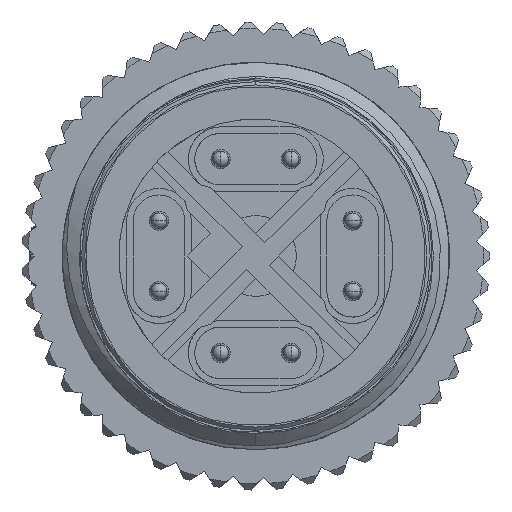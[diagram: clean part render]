
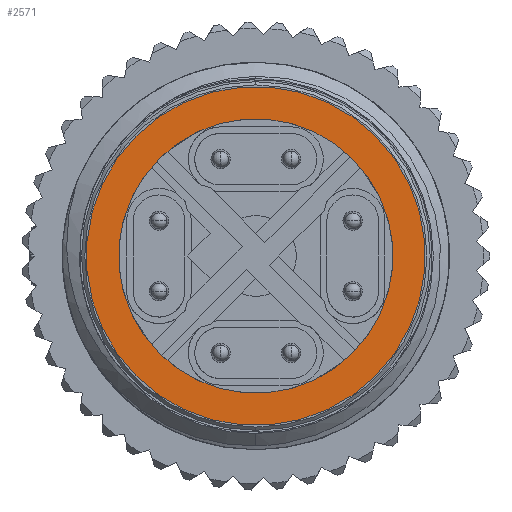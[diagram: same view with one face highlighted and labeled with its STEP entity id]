
A CAD part, left-side view. The second image highlights one B-rep face of the part: STEP entity #2571.
In plain terms, the highlighted planar face has unit normal (-1, 0, 0).
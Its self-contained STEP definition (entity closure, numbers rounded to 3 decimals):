
#787 = CIRCLE ( 'NONE', #21483, 4.249 ) ;
#1019 = EDGE_LOOP ( 'NONE', ( #14888, #1839 ) ) ;
#1518 = CARTESIAN_POINT ( 'NONE',  ( -2.6, 0., 0. ) ) ;
#1839 = ORIENTED_EDGE ( 'NONE', *, *, #22006, .F. ) ;
#2571 = ADVANCED_FACE ( 'NONE', ( #20741, #15144 ), #13341, .F. ) ;
#2970 = EDGE_CURVE ( 'NONE', #7740, #9858, #3070, .T. ) ;
#3063 = DIRECTION ( 'NONE',  ( 1., 0., 0. ) ) ;
#3070 = CIRCLE ( 'NONE', #22961, 5.25 ) ;
#3287 = DIRECTION ( 'NONE',  ( 0., 0., 1. ) ) ;
#3401 = EDGE_LOOP ( 'NONE', ( #12150, #7164 ) ) ;
#3746 = DIRECTION ( 'NONE',  ( 0., 0., 1. ) ) ;
#5066 = DIRECTION ( 'NONE',  ( -1., 0., 0. ) ) ;
#5968 = DIRECTION ( 'NONE',  ( 0., 0., 1. ) ) ;
#7072 = CARTESIAN_POINT ( 'NONE',  ( -2.6, 0., -4.249 ) ) ;
#7164 = ORIENTED_EDGE ( 'NONE', *, *, #14629, .T. ) ;
#7740 = VERTEX_POINT ( 'NONE', #21889 ) ;
#7906 = CARTESIAN_POINT ( 'NONE',  ( -2.6, 0., 0. ) ) ;
#8884 = CARTESIAN_POINT ( 'NONE',  ( -2.6, 0., 0. ) ) ;
#9414 = DIRECTION ( 'NONE',  ( 0., 0., -1. ) ) ;
#9858 = VERTEX_POINT ( 'NONE', #16289 ) ;
#11189 = DIRECTION ( 'NONE',  ( 0., 0., 1. ) ) ;
#12150 = ORIENTED_EDGE ( 'NONE', *, *, #2970, .T. ) ;
#13341 = PLANE ( 'NONE',  #18485 ) ;
#13737 = AXIS2_PLACEMENT_3D ( 'NONE', #1518, #24157, #11189 ) ;
#14629 = EDGE_CURVE ( 'NONE', #9858, #7740, #16691, .T. ) ;
#14888 = ORIENTED_EDGE ( 'NONE', *, *, #22953, .F. ) ;
#15144 = FACE_OUTER_BOUND ( 'NONE', #3401, .T. ) ;
#15770 = DIRECTION ( 'NONE',  ( -1., 0., 0. ) ) ;
#16289 = CARTESIAN_POINT ( 'NONE',  ( -2.6, 0., -5.25 ) ) ;
#16526 = VERTEX_POINT ( 'NONE', #7072 ) ;
#16691 = CIRCLE ( 'NONE', #16747, 5.25 ) ;
#16747 = AXIS2_PLACEMENT_3D ( 'NONE', #7906, #15770, #5968 ) ;
#18485 = AXIS2_PLACEMENT_3D ( 'NONE', #22534, #3063, #9414 ) ;
#20676 = CIRCLE ( 'NONE', #13737, 4.249 ) ;
#20741 = FACE_BOUND ( 'NONE', #1019, .T. ) ;
#21170 = CARTESIAN_POINT ( 'NONE',  ( -2.6, 0., 0. ) ) ;
#21483 = AXIS2_PLACEMENT_3D ( 'NONE', #21170, #25082, #3746 ) ;
#21889 = CARTESIAN_POINT ( 'NONE',  ( -2.6, 0., 5.25 ) ) ;
#22006 = EDGE_CURVE ( 'NONE', #16526, #24073, #20676, .T. ) ;
#22534 = CARTESIAN_POINT ( 'NONE',  ( -2.6, 5.25, 0. ) ) ;
#22953 = EDGE_CURVE ( 'NONE', #24073, #16526, #787, .T. ) ;
#22961 = AXIS2_PLACEMENT_3D ( 'NONE', #8884, #5066, #3287 ) ;
#24073 = VERTEX_POINT ( 'NONE', #24488 ) ;
#24157 = DIRECTION ( 'NONE',  ( -1., 0., 0. ) ) ;
#24488 = CARTESIAN_POINT ( 'NONE',  ( -2.6, 0., 4.249 ) ) ;
#25082 = DIRECTION ( 'NONE',  ( -1., 0., 0. ) ) ;
